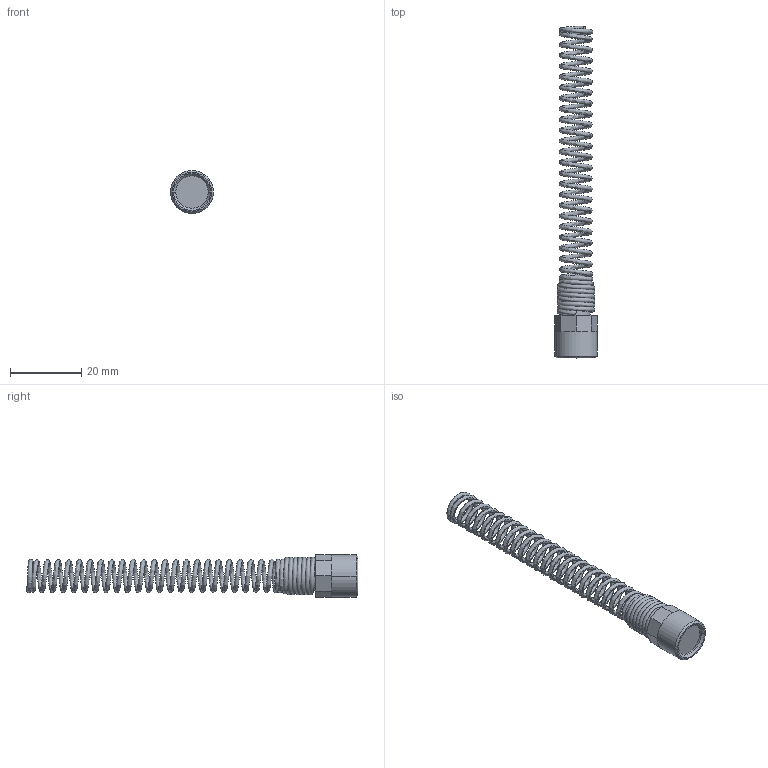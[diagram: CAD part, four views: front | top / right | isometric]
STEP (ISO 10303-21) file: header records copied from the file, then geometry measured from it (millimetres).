
FILE_DESCRIPTION (( 'STEP AP214' ), '1' );
FILE_NAME ('0171000001.step', '2012-09-28T13:28:03', ( '' ), ( '' ), 'SwSTEP 2.0', 'SolidWorks 2012', '' );
FILE_SCHEMA (( 'AUTOMOTIVE_DESIGN' ));
Length unit declared in the file: millimetre
Products named in the file (1): 0171000001
Bounding box: 12 x 93 x 12 mm (x, y, z)
Volume: 2564 mm3; surface area: 4271.1 mm2
Topology: 2 solids, 2 shells, 58 faces, 128 edges, 79 vertices
Faces by surface type: cone 18, plane 17, cylinder 16, bspline 7
Entity records: 18788 total; most frequent: CARTESIAN_POINT 16958, ORIENTED_EDGE 256, DIRECTION 217, EDGE_CURVE 128, AXIS2_PLACEMENT_3D 88, VERTEX_POINT 79, EDGE_LOOP 63, UNCERTAINTY_MEASURE_WITH_UNIT 60
